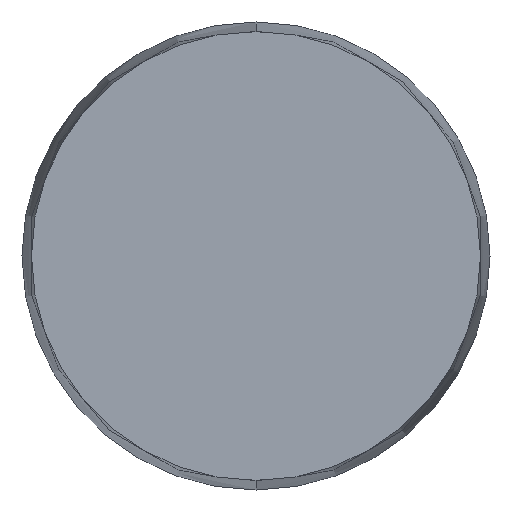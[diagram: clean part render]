
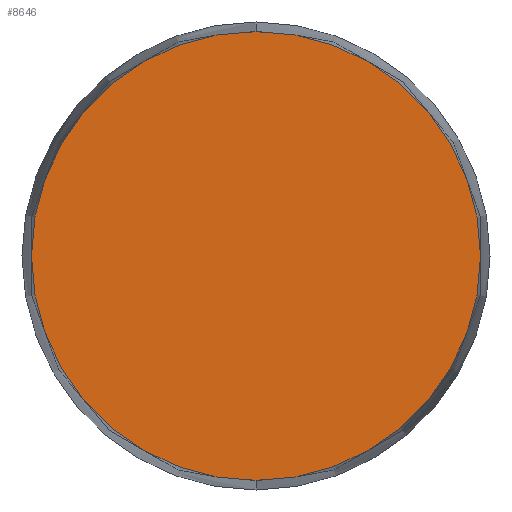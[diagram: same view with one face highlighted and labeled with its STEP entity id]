
A CAD part, front view. The second image highlights one B-rep face of the part: STEP entity #8646.
In plain terms, the highlighted planar face has unit normal (0, -1, 0).
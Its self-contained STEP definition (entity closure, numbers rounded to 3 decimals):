
#1562 = PLANE ( 'NONE',  #4882 ) ;
#1709 = DIRECTION ( 'NONE',  ( 0., 1., 0. ) ) ;
#2338 = CIRCLE ( 'NONE', #5352, 117.5 ) ;
#3076 = VERTEX_POINT ( 'NONE', #8620 ) ;
#3198 = CARTESIAN_POINT ( 'NONE',  ( -117.5, -146., 0. ) ) ;
#3896 = CARTESIAN_POINT ( 'NONE',  ( 0., -146., 0. ) ) ;
#4645 = DIRECTION ( 'NONE',  ( 0., 0., 1. ) ) ;
#4821 = ORIENTED_EDGE ( 'NONE', *, *, #6538, .T. ) ;
#4882 = AXIS2_PLACEMENT_3D ( 'NONE', #3198, #1709, #4645 ) ;
#5159 = DIRECTION ( 'NONE',  ( 0., 0., -1. ) ) ;
#5352 = AXIS2_PLACEMENT_3D ( 'NONE', #3896, #5482, #8488 ) ;
#5482 = DIRECTION ( 'NONE',  ( 0., -1., 0. ) ) ;
#5676 = ORIENTED_EDGE ( 'NONE', *, *, #8602, .T. ) ;
#6538 = EDGE_CURVE ( 'Defeature completata3_100+Defeature completata3_99+Defeature completata3_99+Defeature completata3_99', #3076, #8459, #7950, .T. ) ;
#6621 = CARTESIAN_POINT ( 'NONE',  ( 0., -146., 0. ) ) ;
#7950 = CIRCLE ( 'NONE', #8912, 117.5 ) ;
#8130 = DIRECTION ( 'NONE',  ( 0., -1., 0. ) ) ;
#8294 = EDGE_LOOP ( 'NONE', ( #4821, #5676 ) ) ;
#8315 = CARTESIAN_POINT ( 'NONE',  ( 0., -146., -117.5 ) ) ;
#8459 = VERTEX_POINT ( 'NONE', #8315 ) ;
#8488 = DIRECTION ( 'NONE',  ( 0., 0., -1. ) ) ;
#8602 = EDGE_CURVE ( 'Defeature completata3_100+Defeature completata3_99+Defeature completata3_99+Defeature completata3_99', #8459, #3076, #2338, .T. ) ;
#8620 = CARTESIAN_POINT ( 'NONE',  ( 0., -146., 117.5 ) ) ;
#8646 = ADVANCED_FACE ( 'Defeature completata3_100', ( #9183 ), #1562, .F. ) ;
#8912 = AXIS2_PLACEMENT_3D ( 'NONE', #6621, #8130, #5159 ) ;
#9183 = FACE_OUTER_BOUND ( 'NONE', #8294, .T. ) ;
